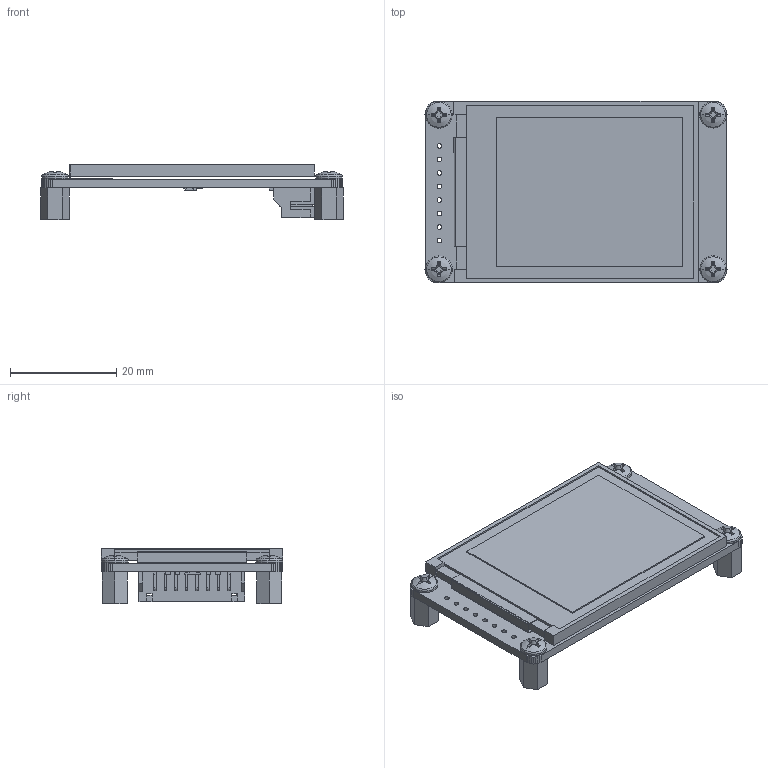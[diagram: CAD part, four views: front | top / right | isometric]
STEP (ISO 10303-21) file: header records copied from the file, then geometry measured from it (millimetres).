
FILE_DESCRIPTION((''),'2;1');
FILE_NAME('1_8INCH_LCD_MODULE_ASM','2023-12-27T14:13:50',('xiaojisheng'),(''),'CREO PARAMETRIC BY PTC INC, 2021063','CREO PARAMETRIC BY PTC INC, 2021063','');
FILE_SCHEMA(('CONFIG_CONTROL_DESIGN','SHAPE_APPEARANCE_LAYERS_GROUPS'));
Length unit declared in the file: millimetre
Products named in the file (20): BOARD1_8INCH_LCD_MODULE; EXTRUDED-7206; 806295584_ASM; EXTRUDED-7578; 806295712_ASM; R31_8INCH_LCD_MODULE_ASM; R21_8INCH_LCD_MODULE_ASM; R11_8INCH_LCD_MODULE_ASM; EXTRUDED-8082; 806299680_ASM; EXTRUDED-8459; 886077072_ASM; Q11_8INCH_LCD_MODULE_ASM; C11_8INCH_LCD_MODULE_ASM; PCB_ASM; 1_8INCH-128X160-TFT; HP2_0-8PIN-SMT; HEX_STUDS-M3XH6; PM3X5-SCREW; 1_8INCH_LCD_MODULE_ASM
Assembly tree (37 placements, depth 5):
  1_8INCH_LCD_MODULE_ASM
    PCB_ASM
      BOARD1_8INCH_LCD_MODULE
      R31_8INCH_LCD_MODULE_ASM
        806295584_ASM
          EXTRUDED-7206
        806295712_ASM  x2
          EXTRUDED-7578
      R21_8INCH_LCD_MODULE_ASM
        806295584_ASM
          EXTRUDED-7206
        806295712_ASM  x2
          EXTRUDED-7578
      R11_8INCH_LCD_MODULE_ASM
        806295584_ASM
          EXTRUDED-7206
        806295712_ASM  x2
          EXTRUDED-7578
      Q11_8INCH_LCD_MODULE_ASM
        806299680_ASM  x3
          EXTRUDED-8082
        886077072_ASM
          EXTRUDED-8459
      C11_8INCH_LCD_MODULE_ASM
        806295584_ASM
          EXTRUDED-7206
        806295712_ASM  x2
          EXTRUDED-7578
    1_8INCH-128X160-TFT
    HP2_0-8PIN-SMT
    HEX_STUDS-M3XH6  x4
    PM3X5-SCREW  x4
Bounding box: 56.88 x 34.02 x 10.4 mm (x, y, z)
Volume: 7160.7 mm3; surface area: 10287.1 mm2
Topology: 27 solids, 27 shells, 755 faces, 2020 edges, 1328 vertices
Faces by surface type: plane 395, cylinder 228, bspline 68, cone 40, torus 16, sphere 8
Entity records: 19996 total; most frequent: CARTESIAN_POINT 6855, ORIENTED_EDGE 2012, DIRECTION 1855, PRESENTATION_STYLE_ASSIGNMENT 1034, STYLED_ITEM 1015, CURVE_STYLE 1006, EDGE_CURVE 1006, VECTOR 761
